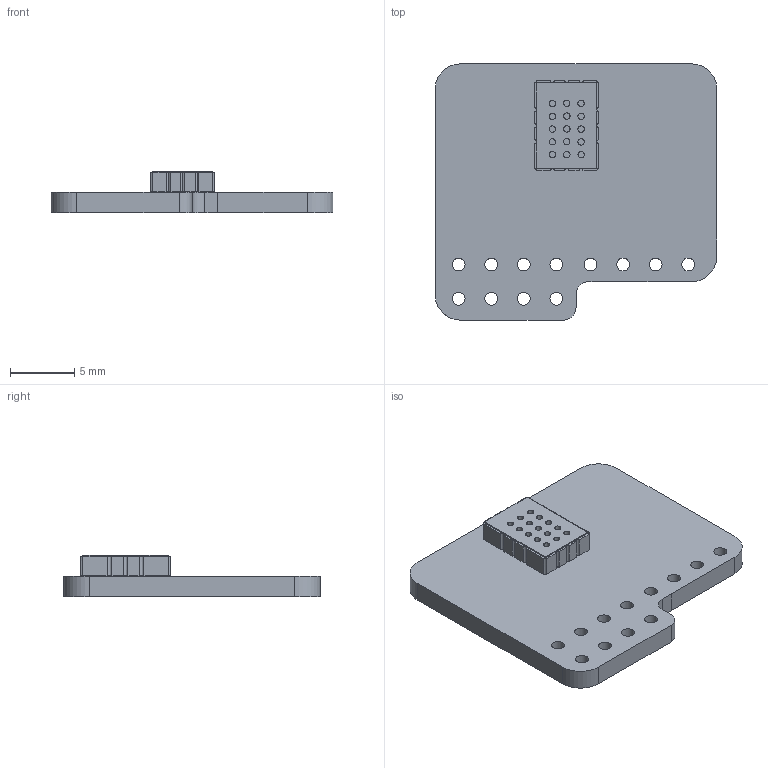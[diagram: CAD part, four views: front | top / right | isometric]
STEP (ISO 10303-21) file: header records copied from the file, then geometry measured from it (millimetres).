
FILE_DESCRIPTION(('KiCad electronic assembly'),'2;1');
FILE_NAME('MiCS_Sensor.step','2022-05-14T10:31:08',('Pcbnew'),('Kicad'), 'Open CASCADE STEP processor 7.5','KiCad to STEP converter','Unknown' );
FILE_SCHEMA(('AUTOMOTIVE_DESIGN { 1 0 10303 214 1 1 1 1 }'));
Length unit declared in the file: millimetre
Products named in the file (4): MiCS_Sensor 1; MICS-4514; SOLID; MiCS_Sensor PCB
Assembly tree (3 placements, depth 3):
  MiCS_Sensor 1
    MICS-4514
      SOLID
    MiCS_Sensor PCB
Bounding box: 22 x 20 x 3.25 mm (x, y, z)
Volume: 681.5 mm3; surface area: 1119.4 mm2
Topology: 2 solids, 2 shells, 170 faces, 442 edges, 292 vertices
Faces by surface type: bspline 143, cylinder 18, plane 9
Full cylindrical faces by diameter (mm): 1 x12
Entity records: 11145 total; most frequent: CARTESIAN_POINT 4723, ORIENTED_EDGE 884, PCURVE 884, DEFINITIONAL_REPRESENTATION 884, B_SPLINE_CURVE_WITH_KNOTS 881, EDGE_CURVE 442, SURFACE_CURVE 430, VERTEX_POINT 292
